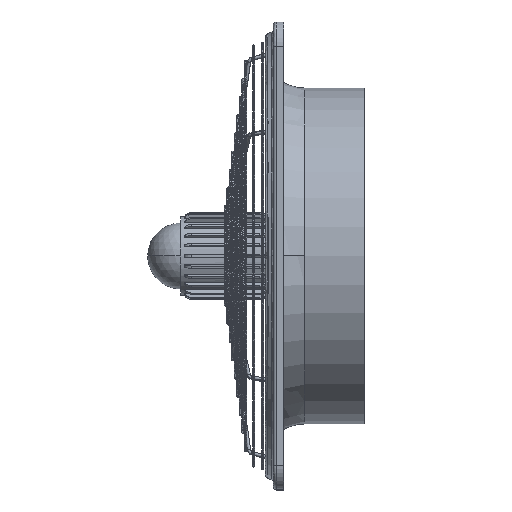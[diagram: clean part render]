
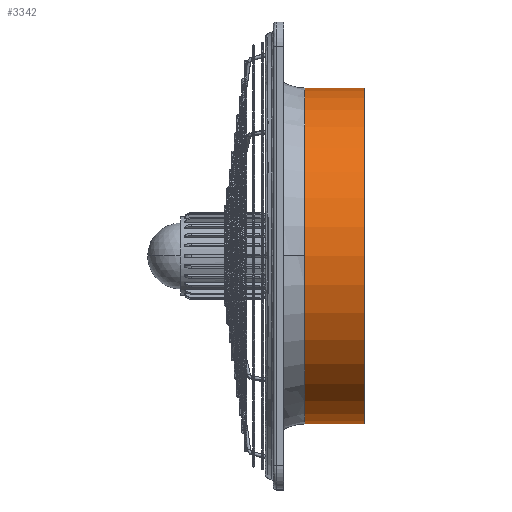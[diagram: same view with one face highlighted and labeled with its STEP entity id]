
A CAD part, top view. The second image highlights one B-rep face of the part: STEP entity #3342.
In plain terms, the highlighted cylindrical face has radius 208.5 mm (diameter 417 mm), a partial arc.
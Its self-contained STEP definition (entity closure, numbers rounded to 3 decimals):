
#113 = DIRECTION ( 'NONE',  ( 0., 0., 1. ) ) ;
#1760 = DIRECTION ( 'NONE',  ( -1., 0., 0. ) ) ;
#3342 = ADVANCED_FACE ( 'NONE', ( #13765 ), #25637, .T. ) ;
#4115 = DIRECTION ( 'NONE',  ( 1., 0., 0. ) ) ;
#4379 = EDGE_CURVE ( 'NONE', #25472, #29205, #14051, .T. ) ;
#4690 = CARTESIAN_POINT ( 'NONE',  ( 53.1, 122.939, 0. ) ) ;
#5000 = VERTEX_POINT ( 'NONE', #12419 ) ;
#6324 = CIRCLE ( 'NONE', #14957, 208.5 ) ;
#6490 = VERTEX_POINT ( 'NONE', #4690 ) ;
#7360 = CARTESIAN_POINT ( 'NONE',  ( 90.1, 122.939, 0. ) ) ;
#7474 = VECTOR ( 'NONE', #17261, 1000. ) ;
#8505 = CIRCLE ( 'NONE', #17270, 208.5 ) ;
#9468 = ORIENTED_EDGE ( 'NONE', *, *, #31254, .F. ) ;
#10991 = ORIENTED_EDGE ( 'NONE', *, *, #24661, .T. ) ;
#11355 = EDGE_CURVE ( 'NONE', #33729, #5000, #6324, .T. ) ;
#11505 = ORIENTED_EDGE ( 'NONE', *, *, #4379, .T. ) ;
#12419 = CARTESIAN_POINT ( 'NONE',  ( 53.1, -294.061, 0. ) ) ;
#12937 = CARTESIAN_POINT ( 'NONE',  ( 90.1, -85.561, 0. ) ) ;
#12952 = DIRECTION ( 'NONE',  ( 0., 1., 0. ) ) ;
#13765 = FACE_OUTER_BOUND ( 'NONE', #19978, .T. ) ;
#14051 = CIRCLE ( 'NONE', #21546, 208.5 ) ;
#14354 = CARTESIAN_POINT ( 'NONE',  ( 127.1, -294.061, 0. ) ) ;
#14957 = AXIS2_PLACEMENT_3D ( 'NONE', #23787, #26736, #113 ) ;
#15789 = VECTOR ( 'NONE', #16395, 1000. ) ;
#16395 = DIRECTION ( 'NONE',  ( 1., 0., 0. ) ) ;
#16574 = LINE ( 'NONE', #34697, #7474 ) ;
#17261 = DIRECTION ( 'NONE',  ( 1., 0., 0. ) ) ;
#17270 = AXIS2_PLACEMENT_3D ( 'NONE', #33013, #4115, #30609 ) ;
#18890 = DIRECTION ( 'NONE',  ( 1., 0., 0. ) ) ;
#19978 = EDGE_LOOP ( 'NONE', ( #36016, #26233, #10991, #11505, #9468 ) ) ;
#21546 = AXIS2_PLACEMENT_3D ( 'NONE', #36593, #1760, #12952 ) ;
#23740 = CARTESIAN_POINT ( 'NONE',  ( 53.1, -85.561, 208.5 ) ) ;
#23787 = CARTESIAN_POINT ( 'NONE',  ( 53.1, -85.561, 0. ) ) ;
#24661 = EDGE_CURVE ( 'NONE', #5000, #25472, #16574, .T. ) ;
#25472 = VERTEX_POINT ( 'NONE', #14354 ) ;
#25637 = CYLINDRICAL_SURFACE ( 'NONE', #27863, 208.5 ) ;
#25978 = CARTESIAN_POINT ( 'NONE',  ( 127.1, 122.939, 0. ) ) ;
#26233 = ORIENTED_EDGE ( 'NONE', *, *, #11355, .T. ) ;
#26736 = DIRECTION ( 'NONE',  ( 1., 0., 0. ) ) ;
#27845 = DIRECTION ( 'NONE',  ( 0., 1., 0. ) ) ;
#27863 = AXIS2_PLACEMENT_3D ( 'NONE', #12937, #18890, #27845 ) ;
#29205 = VERTEX_POINT ( 'NONE', #25978 ) ;
#30609 = DIRECTION ( 'NONE',  ( 0., 0., 1. ) ) ;
#31254 = EDGE_CURVE ( 'NONE', #6490, #29205, #33106, .T. ) ;
#33013 = CARTESIAN_POINT ( 'NONE',  ( 53.1, -85.561, 0. ) ) ;
#33106 = LINE ( 'NONE', #7360, #15789 ) ;
#33729 = VERTEX_POINT ( 'NONE', #23740 ) ;
#34697 = CARTESIAN_POINT ( 'NONE',  ( 90.1, -294.061, 0. ) ) ;
#36016 = ORIENTED_EDGE ( 'NONE', *, *, #37241, .T. ) ;
#36593 = CARTESIAN_POINT ( 'NONE',  ( 127.1, -85.561, 0. ) ) ;
#37241 = EDGE_CURVE ( 'NONE', #6490, #33729, #8505, .T. ) ;
